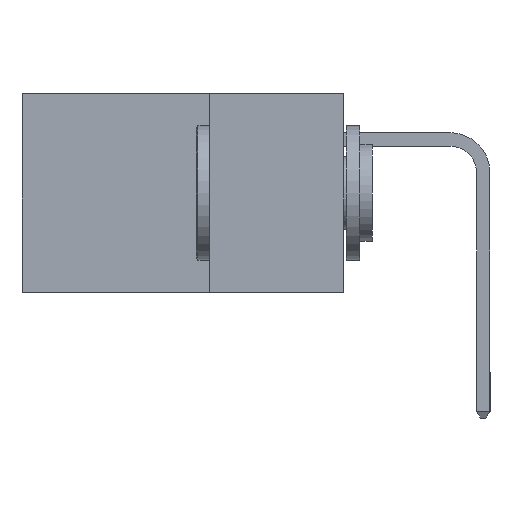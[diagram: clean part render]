
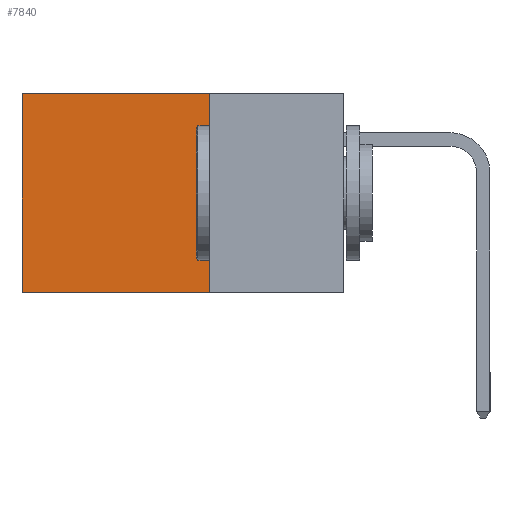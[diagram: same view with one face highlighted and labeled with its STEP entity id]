
A CAD part, left-side view. The second image highlights one B-rep face of the part: STEP entity #7840.
In plain terms, the highlighted planar face has unit normal (-1, 0, 0).
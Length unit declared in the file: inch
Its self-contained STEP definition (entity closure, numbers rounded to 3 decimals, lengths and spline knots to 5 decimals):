
#206 = VERTEX_POINT ( 'NONE', #4141 ) ;
#1369 = ORIENTED_EDGE ( 'NONE', *, *, #16542, .T. ) ;
#1856 = CARTESIAN_POINT ( 'NONE',  ( 0.2615, 0.25, 0. ) ) ;
#2713 = DIRECTION ( 'NONE',  ( 0., 0., -1. ) ) ;
#2877 = VECTOR ( 'NONE', #8510, 39.37008 ) ;
#3097 = EDGE_LOOP ( 'NONE', ( #1369, #14027, #10545, #15625 ) ) ;
#4141 = CARTESIAN_POINT ( 'NONE',  ( 0.2615, 0.6, -0.37 ) ) ;
#5556 = CARTESIAN_POINT ( 'NONE',  ( 0.2615, 0.25, -0.37 ) ) ;
#5617 = LINE ( 'NONE', #10066, #11405 ) ;
#5715 = LINE ( 'NONE', #19115, #12620 ) ;
#6238 = VERTEX_POINT ( 'NONE', #1856 ) ;
#6468 = EDGE_CURVE ( 'NONE', #10660, #206, #5715, .T. ) ;
#6870 = LINE ( 'NONE', #8615, #2877 ) ;
#7450 = DIRECTION ( 'NONE',  ( 0., 1., 0. ) ) ;
#7840 = ADVANCED_FACE ( 'NONE', ( #12916 ), #18848, .F. ) ;
#8510 = DIRECTION ( 'NONE',  ( 0., 0., -1. ) ) ;
#8581 = VECTOR ( 'NONE', #18466, 39.37008 ) ;
#8615 = CARTESIAN_POINT ( 'NONE',  ( 0.2615, 0.6, -0.37 ) ) ;
#8865 = EDGE_CURVE ( 'NONE', #6238, #11647, #12635, .T. ) ;
#9427 = CARTESIAN_POINT ( 'NONE',  ( 0.2615, 0.25, 0. ) ) ;
#9894 = EDGE_CURVE ( 'NONE', #6238, #10660, #5617, .T. ) ;
#10066 = CARTESIAN_POINT ( 'NONE',  ( 0.2615, 0.25, -0.37 ) ) ;
#10545 = ORIENTED_EDGE ( 'NONE', *, *, #9894, .F. ) ;
#10660 = VERTEX_POINT ( 'NONE', #16122 ) ;
#11405 = VECTOR ( 'NONE', #2713, 39.37008 ) ;
#11463 = DIRECTION ( 'NONE',  ( 1., 0., 0. ) ) ;
#11647 = VERTEX_POINT ( 'NONE', #17011 ) ;
#12620 = VECTOR ( 'NONE', #7450, 39.37008 ) ;
#12635 = LINE ( 'NONE', #9427, #8581 ) ;
#12916 = FACE_OUTER_BOUND ( 'NONE', #3097, .T. ) ;
#14027 = ORIENTED_EDGE ( 'NONE', *, *, #6468, .F. ) ;
#14707 = AXIS2_PLACEMENT_3D ( 'NONE', #5556, #11463, #15923 ) ;
#15625 = ORIENTED_EDGE ( 'NONE', *, *, #8865, .T. ) ;
#15923 = DIRECTION ( 'NONE',  ( 0., 0., -1. ) ) ;
#16122 = CARTESIAN_POINT ( 'NONE',  ( 0.2615, 0.25, -0.37 ) ) ;
#16542 = EDGE_CURVE ( 'NONE', #11647, #206, #6870, .T. ) ;
#17011 = CARTESIAN_POINT ( 'NONE',  ( 0.2615, 0.6, 0. ) ) ;
#18466 = DIRECTION ( 'NONE',  ( 0., 1., 0. ) ) ;
#18848 = PLANE ( 'NONE',  #14707 ) ;
#19115 = CARTESIAN_POINT ( 'NONE',  ( 0.2615, 0.25, -0.37 ) ) ;
